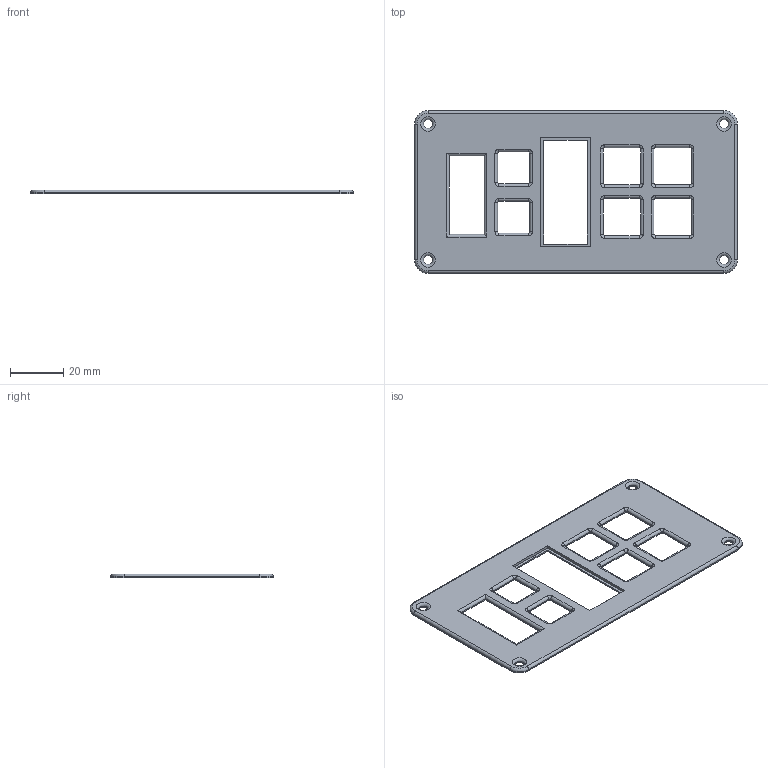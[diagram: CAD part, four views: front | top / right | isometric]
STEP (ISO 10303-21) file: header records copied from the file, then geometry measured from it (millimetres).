
FILE_DESCRIPTION(/* description */ (''),/* implementation_level */ '2;1');
FILE_NAME(/* name */ 'top.step',/* time_stamp */ '2025-05-30T09:35:28-05:00',/* author */ (''),/* organization */ (''),/* preprocessor_version */ 'ST-DEVELOPER v20.1',/* originating_system */ 'Autodesk Translation Framework v14.10.0.0',/* authorisation */ '');
FILE_SCHEMA (('AUTOMOTIVE_DESIGN { 1 0 10303 214 3 1 1 }'));
Length unit declared in the file: millimetre
Products named in the file (2): Tamaki; Tamaki_1
Assembly tree (1 placements, depth 2):
  Tamaki
    Tamaki_1
Bounding box: 121 x 61 x 1.5 mm (x, y, z)
Volume: 7553.9 mm3; surface area: 11548.3 mm2
Topology: 1 solids, 1 shells, 141 faces, 357 edges, 218 vertices
Faces by surface type: cylinder 64, plane 45, torus 32
Full cylindrical faces by diameter (mm): 3.4 x4
Entity records: 4393 total; most frequent: DIRECTION 809, CARTESIAN_POINT 719, ORIENTED_EDGE 714, EDGE_CURVE 357, AXIS2_PLACEMENT_3D 308, VERTEX_POINT 218, LINE 193, VECTOR 193
